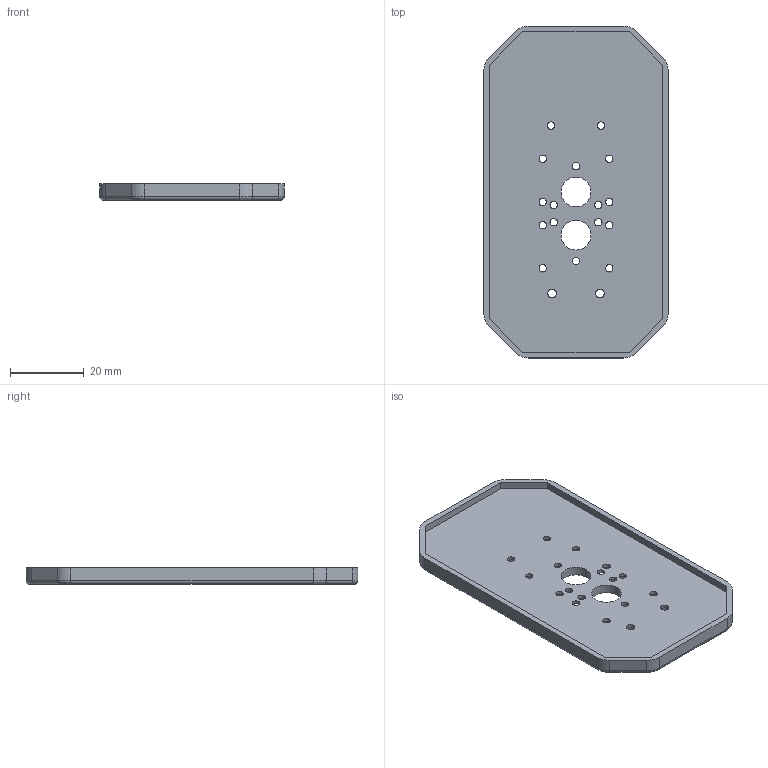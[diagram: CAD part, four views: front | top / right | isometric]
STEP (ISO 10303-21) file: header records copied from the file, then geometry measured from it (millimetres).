
FILE_DESCRIPTION (( 'STEP AP214' ), '1' );
FILE_NAME ('DRB-0003.step', '2015-02-11T17:07:40', ( 'Alexandre' ), ( '' ), 'SwSTEP 2.0', 'SolidWorks 2015', '' );
FILE_SCHEMA (( 'AUTOMOTIVE_DESIGN' ));
Length unit declared in the file: millimetre
Products named in the file (1): DRB-0003
Bounding box: 50 x 90 x 4.5 mm (x, y, z)
Volume: 10769.6 mm3; surface area: 10354.9 mm2
Topology: 1 solids, 1 shells, 129 faces, 320 edges, 208 vertices
Faces by surface type: cylinder 88, plane 33, bspline 8
Entity records: 5523 total; most frequent: CARTESIAN_POINT 802, DIRECTION 732, ORIENTED_EDGE 640, EDGE_CURVE 320, AXIS2_PLACEMENT_3D 298, VERTEX_POINT 208, EDGE_LOOP 184, CIRCLE 176
